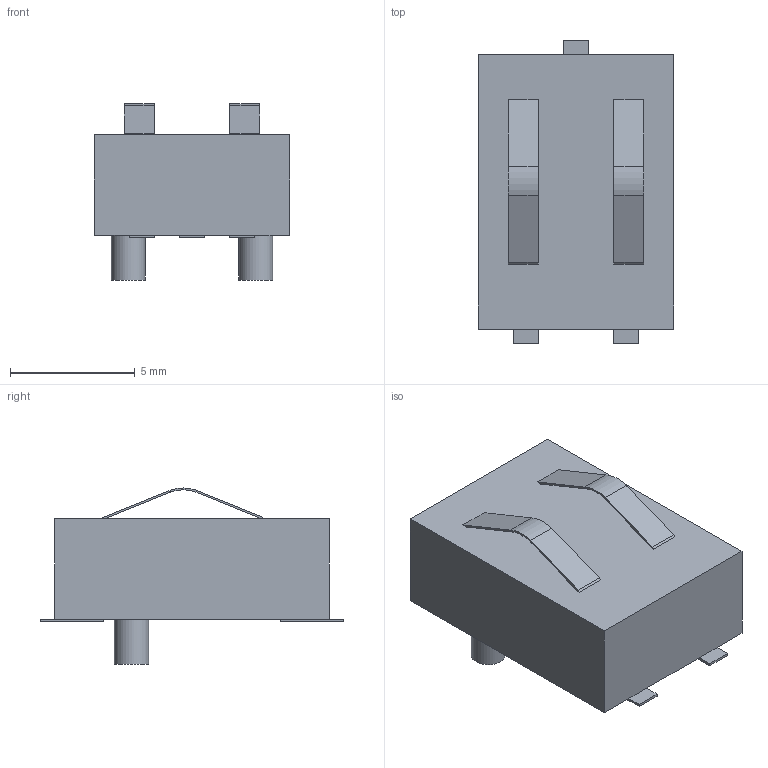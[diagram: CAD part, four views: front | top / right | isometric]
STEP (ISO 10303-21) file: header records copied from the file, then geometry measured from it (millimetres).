
FILE_DESCRIPTION (( 'STEP AP203' ), '1' );
FILE_NAME ('CN2100021 Battery Contacts 2 Position Male SMD 70ADJ-2-ML1G.STEP', '2024-07-29T11:15:19', ( '' ), ( '' ), 'SwSTEP 2.0', 'SolidWorks 2022', '' );
FILE_SCHEMA (( 'CONFIG_CONTROL_DESIGN' ));
Length unit declared in the file: millimetre
Products named in the file (1): CN2100021 Battery Contacts 2 Position Male SMD   70ADJ-2-ML1G
Bounding box: 7.82 x 12.18 x 7.06 mm (x, y, z)
Volume: 353.1 mm3; surface area: 379.1 mm2
Topology: 1 solids, 1 shells, 54 faces, 130 edges, 80 vertices
Faces by surface type: plane 48, cylinder 6
Full cylindrical faces by diameter (mm): 1.37 x2
Entity records: 1583 total; most frequent: CARTESIAN_POINT 259, ORIENTED_EDGE 252, DIRECTION 248, EDGE_CURVE 126, VECTOR 114, LINE 114, VERTEX_POINT 78, AXIS2_PLACEMENT_3D 67
